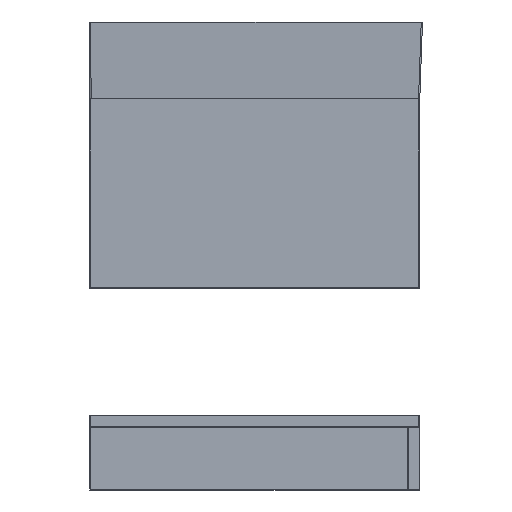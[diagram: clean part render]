
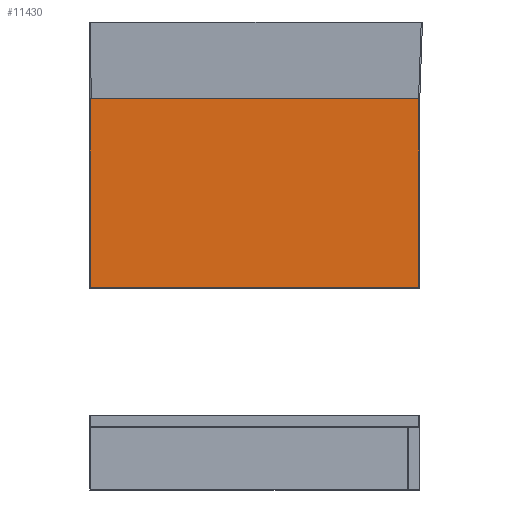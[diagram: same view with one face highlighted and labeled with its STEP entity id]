
A CAD part, left-side view. The second image highlights one B-rep face of the part: STEP entity #11430.
In plain terms, the highlighted planar face has unit normal (-1, 0, 0).
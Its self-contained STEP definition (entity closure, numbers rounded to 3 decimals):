
#971=PLANE('',#12417);
#1669=FACE_OUTER_BOUND('',#2386,.T.);
#2386=EDGE_LOOP('',(#10492,#10493,#10494,#10495));
#3662=LINE('',#39387,#4729);
#3666=LINE('',#39395,#4733);
#3669=LINE('',#39401,#4736);
#3672=LINE('',#39406,#4739);
#4729=VECTOR('',#15160,1.);
#4733=VECTOR('',#15166,1.);
#4736=VECTOR('',#15171,1.);
#4739=VECTOR('',#15176,1.);
#5753=VERTEX_POINT('',#39385);
#5754=VERTEX_POINT('',#39386);
#5757=VERTEX_POINT('',#39394);
#5759=VERTEX_POINT('',#39400);
#7334=EDGE_CURVE('',#5753,#5754,#3662,.T.);
#7338=EDGE_CURVE('',#5757,#5753,#3666,.T.);
#7341=EDGE_CURVE('',#5759,#5757,#3669,.T.);
#7344=EDGE_CURVE('',#5754,#5759,#3672,.T.);
#10492=ORIENTED_EDGE('',*,*,#7334,.T.);
#10493=ORIENTED_EDGE('',*,*,#7344,.T.);
#10494=ORIENTED_EDGE('',*,*,#7341,.T.);
#10495=ORIENTED_EDGE('',*,*,#7338,.T.);
#11430=ADVANCED_FACE('',(#1669),#971,.F.);
#12417=AXIS2_PLACEMENT_3D('',#39409,#15180,#15181);
#15160=DIRECTION('',(0.,1.,0.));
#15166=DIRECTION('',(0.,0.,1.));
#15171=DIRECTION('',(0.,-1.,0.));
#15176=DIRECTION('',(0.,0.,-1.));
#15180=DIRECTION('center_axis',(1.,0.,0.));
#15181=DIRECTION('ref_axis',(0.,0.,-1.));
#39385=CARTESIAN_POINT('',(-1190.,-519.,299.));
#39386=CARTESIAN_POINT('',(-1190.,-1.,299.));
#39387=CARTESIAN_POINT('',(-1190.,-389.5,299.));
#39394=CARTESIAN_POINT('',(-1190.,-519.,1.));
#39395=CARTESIAN_POINT('',(-1190.,-519.,75.5));
#39400=CARTESIAN_POINT('',(-1190.,-1.,1.));
#39401=CARTESIAN_POINT('',(-1190.,-130.5,1.));
#39406=CARTESIAN_POINT('',(-1190.,-1.,224.5));
#39409=CARTESIAN_POINT('Origin',(-1190.,-260.,150.));
